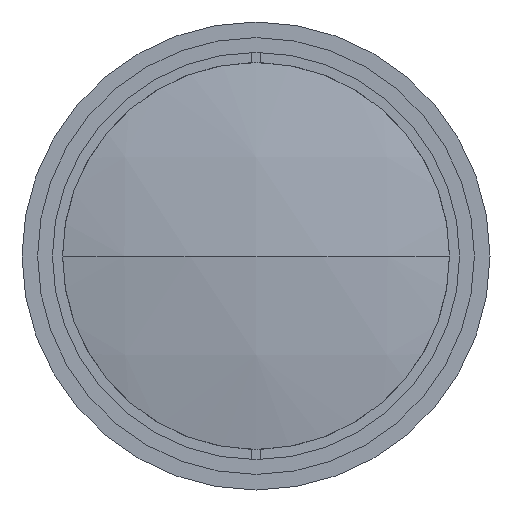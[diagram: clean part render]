
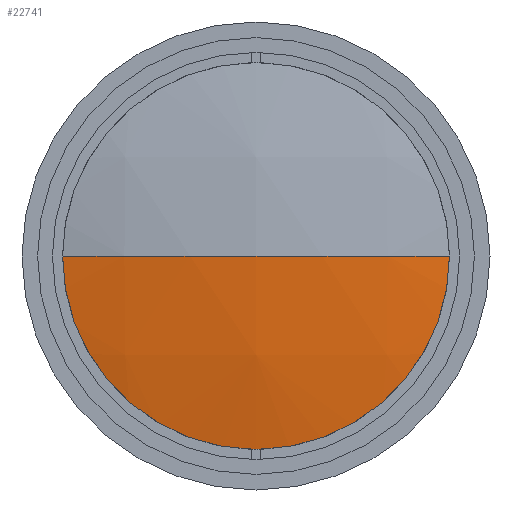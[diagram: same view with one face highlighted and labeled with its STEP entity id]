
A CAD part, left-side view. The second image highlights one B-rep face of the part: STEP entity #22741.
In plain terms, the highlighted spherical face has radius 151.75 mm.
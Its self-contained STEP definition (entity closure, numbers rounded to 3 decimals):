
#540 = DIRECTION ( 'NONE',  ( -1., 0., 0. ) ) ;
#591 = EDGE_LOOP ( 'NONE', ( #9430, #12047, #7061, #19837 ) ) ;
#761 = DIRECTION ( 'NONE',  ( 0., 0., 1. ) ) ;
#1076 = AXIS2_PLACEMENT_3D ( 'NONE', #17724, #8725, #21930 ) ;
#1754 = DIRECTION ( 'NONE',  ( 0., 0., 1. ) ) ;
#2168 = DIRECTION ( 'NONE',  ( 0., 0., -1. ) ) ;
#3926 = FACE_OUTER_BOUND ( 'NONE', #591, .T. ) ;
#4155 = EDGE_CURVE ( 'NONE', #22657, #20664, #13678, .T. ) ;
#4160 = VERTEX_POINT ( 'NONE', #9433 ) ;
#4477 = CIRCLE ( 'NONE', #19640, 151.75 ) ;
#4730 = AXIS2_PLACEMENT_3D ( 'NONE', #13027, #540, #761 ) ;
#5328 = CARTESIAN_POINT ( 'NONE',  ( 151.75, 0., 0. ) ) ;
#5449 = DIRECTION ( 'NONE',  ( 1., 0., 0. ) ) ;
#5680 = CARTESIAN_POINT ( 'NONE',  ( 3.305, 0., 0. ) ) ;
#7024 = CIRCLE ( 'NONE', #4730, 31.5 ) ;
#7061 = ORIENTED_EDGE ( 'NONE', *, *, #4155, .T. ) ;
#7503 = SPHERICAL_SURFACE ( 'NONE', #1076, 151.75 ) ;
#7623 = AXIS2_PLACEMENT_3D ( 'NONE', #18415, #2168, #11193 ) ;
#8232 = EDGE_CURVE ( 'NONE', #21093, #20664, #4477, .T. ) ;
#8706 = CARTESIAN_POINT ( 'NONE',  ( 3.305, 31.5, 0. ) ) ;
#8725 = DIRECTION ( 'NONE',  ( 0., 0., -1. ) ) ;
#9430 = ORIENTED_EDGE ( 'NONE', *, *, #21657, .T. ) ;
#9433 = CARTESIAN_POINT ( 'NONE',  ( 3.305, 0., -31.5 ) ) ;
#10919 = CIRCLE ( 'NONE', #21876, 31.5 ) ;
#11193 = DIRECTION ( 'NONE',  ( 0., 1., 0. ) ) ;
#11688 = CARTESIAN_POINT ( 'NONE',  ( 3.305, -31.5, 0. ) ) ;
#12047 = ORIENTED_EDGE ( 'NONE', *, *, #16468, .T. ) ;
#13027 = CARTESIAN_POINT ( 'NONE',  ( 3.305, 0., 0. ) ) ;
#13159 = DIRECTION ( 'NONE',  ( 0., 0., 1. ) ) ;
#13678 = CIRCLE ( 'NONE', #7623, 151.75 ) ;
#16468 = EDGE_CURVE ( 'NONE', #4160, #22657, #7024, .T. ) ;
#17724 = CARTESIAN_POINT ( 'NONE',  ( 151.75, 0., 0. ) ) ;
#18415 = CARTESIAN_POINT ( 'NONE',  ( 151.75, 0., 0. ) ) ;
#18585 = DIRECTION ( 'NONE',  ( -1., 0., 0. ) ) ;
#19640 = AXIS2_PLACEMENT_3D ( 'NONE', #5328, #1754, #5449 ) ;
#19837 = ORIENTED_EDGE ( 'NONE', *, *, #8232, .F. ) ;
#20664 = VERTEX_POINT ( 'NONE', #23181 ) ;
#21093 = VERTEX_POINT ( 'NONE', #8706 ) ;
#21657 = EDGE_CURVE ( 'NONE', #21093, #4160, #10919, .T. ) ;
#21876 = AXIS2_PLACEMENT_3D ( 'NONE', #5680, #18585, #13159 ) ;
#21930 = DIRECTION ( 'NONE',  ( 0., 1., 0. ) ) ;
#22657 = VERTEX_POINT ( 'NONE', #11688 ) ;
#22741 = ADVANCED_FACE ( 'NONE', ( #3926 ), #7503, .T. ) ;
#23181 = CARTESIAN_POINT ( 'NONE',  ( 0., 0., 0. ) ) ;
